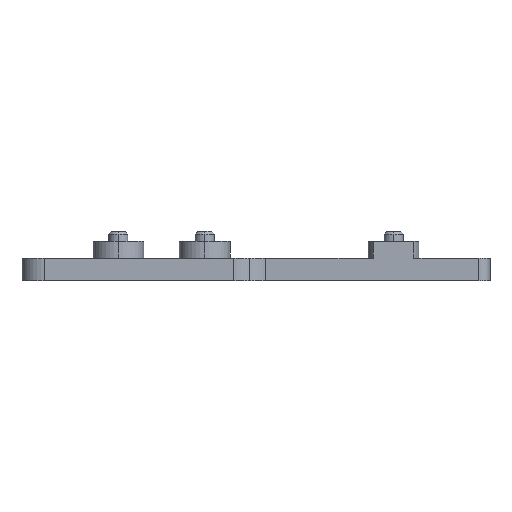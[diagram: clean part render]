
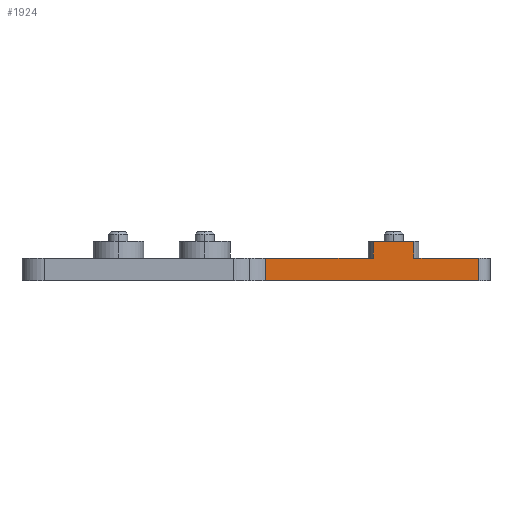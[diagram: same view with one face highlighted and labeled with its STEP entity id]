
A CAD part, left-side view. The second image highlights one B-rep face of the part: STEP entity #1924.
In plain terms, the highlighted planar face has unit normal (-1, 0, 0).
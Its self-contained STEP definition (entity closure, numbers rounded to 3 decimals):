
#324=CARTESIAN_POINT('Vertex',(-16.009,-39.503,0.)) ;
#327=CARTESIAN_POINT('Line Origine',(-16.009,-20.58,0.)) ;
#331=CARTESIAN_POINT('Vertex',(-16.009,-1.657,0.)) ;
#990=CARTESIAN_POINT('Vertex',(-16.009,-1.657,4.)) ;
#993=CARTESIAN_POINT('Line Origine',(-16.009,-11.232,4.)) ;
#997=CARTESIAN_POINT('Vertex',(-16.009,-20.808,4.)) ;
#1004=CARTESIAN_POINT('Vertex',(-16.009,-28.008,4.)) ;
#1007=CARTESIAN_POINT('Line Origine',(-16.009,-33.755,4.)) ;
#1011=CARTESIAN_POINT('Vertex',(-16.009,-39.503,4.)) ;
#1873=CARTESIAN_POINT('Line Origine',(-16.009,-1.657,3.5)) ;
#1885=CARTESIAN_POINT('Axis2P3D Location',(-16.009,0.,0.)) ;
#1890=CARTESIAN_POINT('Line Origine',(-16.009,-39.503,2.)) ;
#1895=CARTESIAN_POINT('Line Origine',(-16.009,-28.008,5.5)) ;
#1899=CARTESIAN_POINT('Vertex',(-16.009,-28.008,7.)) ;
#1902=CARTESIAN_POINT('Line Origine',(-16.009,-24.408,7.)) ;
#1906=CARTESIAN_POINT('Vertex',(-16.009,-20.808,7.)) ;
#1909=CARTESIAN_POINT('Line Origine',(-16.009,-20.808,5.5)) ;
#329=VECTOR('Line Direction',#328,1.) ;
#995=VECTOR('Line Direction',#994,1.) ;
#1009=VECTOR('Line Direction',#1008,1.) ;
#1875=VECTOR('Line Direction',#1874,1.) ;
#1892=VECTOR('Line Direction',#1891,1.) ;
#1897=VECTOR('Line Direction',#1896,1.) ;
#1904=VECTOR('Line Direction',#1903,1.) ;
#1911=VECTOR('Line Direction',#1910,1.) ;
#328=DIRECTION('Vector Direction',(0.,-1.,0.)) ;
#994=DIRECTION('Vector Direction',(0.,-1.,0.)) ;
#1008=DIRECTION('Vector Direction',(0.,-1.,0.)) ;
#1874=DIRECTION('Vector Direction',(0.,0.,1.)) ;
#1886=DIRECTION('Axis2P3D Direction',(-1.,0.,0.)) ;
#1887=DIRECTION('Axis2P3D XDirection',(0.,-1.,0.)) ;
#1891=DIRECTION('Vector Direction',(0.,0.,1.)) ;
#1896=DIRECTION('Vector Direction',(0.,0.,1.)) ;
#1903=DIRECTION('Vector Direction',(0.,-1.,0.)) ;
#1910=DIRECTION('Vector Direction',(0.,0.,1.)) ;
#1888=AXIS2_PLACEMENT_3D('Plane Axis2P3D',#1885,#1886,#1887) ;
#330=LINE('Line',#327,#329) ;
#996=LINE('Line',#993,#995) ;
#1010=LINE('Line',#1007,#1009) ;
#1876=LINE('Line',#1873,#1875) ;
#1893=LINE('Line',#1890,#1892) ;
#1898=LINE('Line',#1895,#1897) ;
#1905=LINE('Line',#1902,#1904) ;
#1912=LINE('Line',#1909,#1911) ;
#1889=PLANE('',#1888) ;
#333=EDGE_CURVE('',#332,#325,#330,.T.) ;
#999=EDGE_CURVE('',#991,#998,#996,.T.) ;
#1013=EDGE_CURVE('',#1005,#1012,#1010,.T.) ;
#1877=EDGE_CURVE('',#991,#332,#1876,.F.) ;
#1894=EDGE_CURVE('',#325,#1012,#1893,.T.) ;
#1901=EDGE_CURVE('',#1005,#1900,#1898,.T.) ;
#1908=EDGE_CURVE('',#1907,#1900,#1905,.T.) ;
#1913=EDGE_CURVE('',#998,#1907,#1912,.T.) ;
#1915=ORIENTED_EDGE('',*,*,#333,.T.) ;
#1916=ORIENTED_EDGE('',*,*,#1894,.T.) ;
#1917=ORIENTED_EDGE('',*,*,#1013,.F.) ;
#1918=ORIENTED_EDGE('',*,*,#1901,.T.) ;
#1919=ORIENTED_EDGE('',*,*,#1908,.F.) ;
#1920=ORIENTED_EDGE('',*,*,#1913,.F.) ;
#1921=ORIENTED_EDGE('',*,*,#999,.F.) ;
#1922=ORIENTED_EDGE('',*,*,#1877,.T.) ;
#1914=EDGE_LOOP('',(#1915,#1916,#1917,#1918,#1919,#1920,#1921,#1922)) ;
#325=VERTEX_POINT('',#324) ;
#332=VERTEX_POINT('',#331) ;
#991=VERTEX_POINT('',#990) ;
#998=VERTEX_POINT('',#997) ;
#1005=VERTEX_POINT('',#1004) ;
#1012=VERTEX_POINT('',#1011) ;
#1900=VERTEX_POINT('',#1899) ;
#1907=VERTEX_POINT('',#1906) ;
#1924=ADVANCED_FACE('PartBody',(#1923),#1889,.T.) ;
#1923=FACE_OUTER_BOUND('',#1914,.T.) ;
